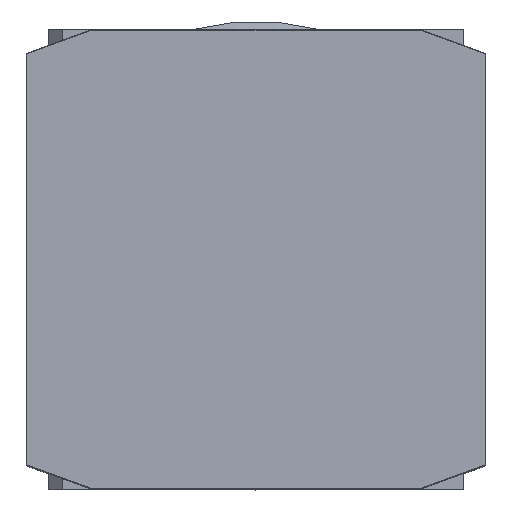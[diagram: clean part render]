
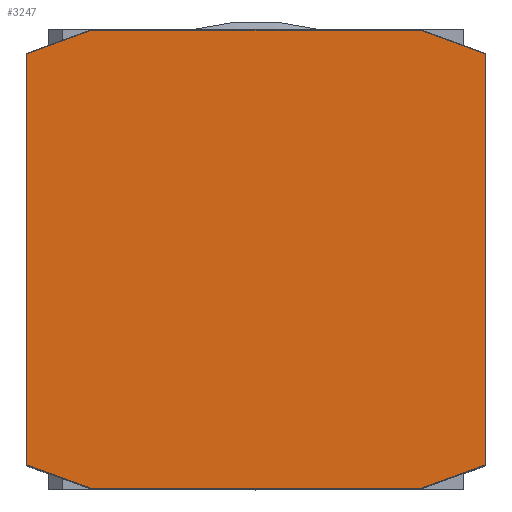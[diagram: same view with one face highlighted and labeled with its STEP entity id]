
A CAD part, top view. The second image highlights one B-rep face of the part: STEP entity #3247.
In plain terms, the highlighted planar face has unit normal (0, 0, 1).
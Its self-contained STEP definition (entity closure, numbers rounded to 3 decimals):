
#3176=CARTESIAN_POINT('',(0.0,0.,56.5));
#3177=DIRECTION('',(0.0,0.0,1.0));
#3178=DIRECTION('',(1.0,0.0,0.0));
#3179=AXIS2_PLACEMENT_3D('',#3176,#3177,#3178);
#3180=PLANE('',#3179);
#3181=CARTESIAN_POINT('',(-31.4,-28.154,56.5));
#3182=VERTEX_POINT('',#3181);
#3183=CARTESIAN_POINT('',(-31.4,28.154,56.5));
#3184=VERTEX_POINT('',#3183);
#3185=CARTESIAN_POINT('',(-31.4,-28.154,56.5));
#3186=DIRECTION('',(0.0,1.0,0.0));
#3187=VECTOR('',#3186,56.308);
#3188=LINE('',#3185,#3187);
#3189=EDGE_CURVE('',#3182,#3184,#3188,.T.);
#3190=ORIENTED_EDGE('',*,*,#3189,.F.);
#3191=CARTESIAN_POINT('',(-22.482,-31.4,56.5));
#3192=VERTEX_POINT('',#3191);
#3193=CARTESIAN_POINT('',(-22.482,-31.4,56.5));
#3194=DIRECTION('',(-0.94,0.342,0.0));
#3195=VECTOR('',#3194,9.49);
#3196=LINE('',#3193,#3195);
#3197=EDGE_CURVE('',#3192,#3182,#3196,.T.);
#3198=ORIENTED_EDGE('',*,*,#3197,.F.);
#3199=CARTESIAN_POINT('',(22.482,-31.4,56.5));
#3200=VERTEX_POINT('',#3199);
#3201=CARTESIAN_POINT('',(22.482,-31.4,56.5));
#3202=DIRECTION('',(-1.0,0.0,0.0));
#3203=VECTOR('',#3202,44.965);
#3204=LINE('',#3201,#3203);
#3205=EDGE_CURVE('',#3200,#3192,#3204,.T.);
#3206=ORIENTED_EDGE('',*,*,#3205,.F.);
#3207=CARTESIAN_POINT('',(31.4,-28.154,56.5));
#3208=VERTEX_POINT('',#3207);
#3209=CARTESIAN_POINT('',(31.4,-28.154,56.5));
#3210=DIRECTION('',(-0.94,-0.342,0.0));
#3211=VECTOR('',#3210,9.49);
#3212=LINE('',#3209,#3211);
#3213=EDGE_CURVE('',#3208,#3200,#3212,.T.);
#3214=ORIENTED_EDGE('',*,*,#3213,.F.);
#3215=CARTESIAN_POINT('',(31.4,28.154,56.5));
#3216=VERTEX_POINT('',#3215);
#3217=CARTESIAN_POINT('',(31.4,28.154,56.5));
#3218=DIRECTION('',(0.0,-1.0,0.0));
#3219=VECTOR('',#3218,56.308);
#3220=LINE('',#3217,#3219);
#3221=EDGE_CURVE('',#3216,#3208,#3220,.T.);
#3222=ORIENTED_EDGE('',*,*,#3221,.F.);
#3223=CARTESIAN_POINT('',(22.482,31.4,56.5));
#3224=VERTEX_POINT('',#3223);
#3225=CARTESIAN_POINT('',(22.482,31.4,56.5));
#3226=DIRECTION('',(0.94,-0.342,0.0));
#3227=VECTOR('',#3226,9.49);
#3228=LINE('',#3225,#3227);
#3229=EDGE_CURVE('',#3224,#3216,#3228,.T.);
#3230=ORIENTED_EDGE('',*,*,#3229,.F.);
#3231=CARTESIAN_POINT('',(-22.482,31.4,56.5));
#3232=VERTEX_POINT('',#3231);
#3233=CARTESIAN_POINT('',(-22.482,31.4,56.5));
#3234=DIRECTION('',(1.0,0.0,0.0));
#3235=VECTOR('',#3234,44.965);
#3236=LINE('',#3233,#3235);
#3237=EDGE_CURVE('',#3232,#3224,#3236,.T.);
#3238=ORIENTED_EDGE('',*,*,#3237,.F.);
#3239=CARTESIAN_POINT('',(-31.4,28.154,56.5));
#3240=DIRECTION('',(0.94,0.342,0.0));
#3241=VECTOR('',#3240,9.49);
#3242=LINE('',#3239,#3241);
#3243=EDGE_CURVE('',#3184,#3232,#3242,.T.);
#3244=ORIENTED_EDGE('',*,*,#3243,.F.);
#3245=EDGE_LOOP('',(#3190,#3198,#3206,#3214,#3222,#3230,#3238,#3244));
#3246=FACE_OUTER_BOUND('',#3245,.T.);
#3247=ADVANCED_FACE('',(#3246),#3180,.T.);
